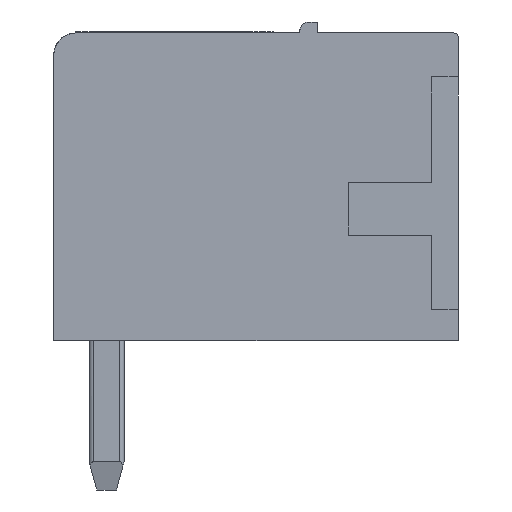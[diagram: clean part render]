
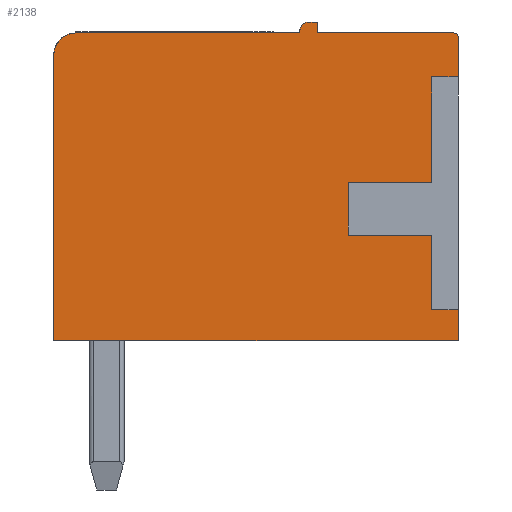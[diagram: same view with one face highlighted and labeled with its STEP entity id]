
A CAD part, left-side view. The second image highlights one B-rep face of the part: STEP entity #2138.
In plain terms, the highlighted planar face has unit normal (-1, 0.018, 0).
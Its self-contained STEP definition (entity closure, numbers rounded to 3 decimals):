
#2138=ADVANCED_FACE('',(#4055),#4056,.F.);
#4055=FACE_OUTER_BOUND('',#7118,.T.);
#4056=PLANE('',#7119);
#7118=EDGE_LOOP('',(#10078,#10079,#10080,#10081,#10082,#10083,#10084,#10085,#10086,#10087,#10088,#10089,#10090,#10091,#10092,#10093,#10094,#10095,#10096));
#7119=AXIS2_PLACEMENT_3D('',#10097,#10098,#10099);
#10078=ORIENTED_EDGE('',*,*,#13049,.T.);
#10079=ORIENTED_EDGE('',*,*,#13050,.T.);
#10080=ORIENTED_EDGE('',*,*,#13051,.F.);
#10081=ORIENTED_EDGE('',*,*,#13052,.F.);
#10082=ORIENTED_EDGE('',*,*,#13053,.F.);
#10083=ORIENTED_EDGE('',*,*,#13054,.F.);
#10084=ORIENTED_EDGE('',*,*,#13055,.T.);
#10085=ORIENTED_EDGE('',*,*,#13056,.T.);
#10086=ORIENTED_EDGE('',*,*,#13057,.T.);
#10087=ORIENTED_EDGE('',*,*,#13058,.T.);
#10088=ORIENTED_EDGE('',*,*,#13059,.T.);
#10089=ORIENTED_EDGE('',*,*,#13060,.T.);
#10090=ORIENTED_EDGE('',*,*,#13061,.T.);
#10091=ORIENTED_EDGE('',*,*,#13062,.F.);
#10092=ORIENTED_EDGE('',*,*,#13043,.F.);
#10093=ORIENTED_EDGE('',*,*,#13063,.F.);
#10094=ORIENTED_EDGE('',*,*,#13064,.T.);
#10095=ORIENTED_EDGE('',*,*,#13065,.F.);
#10096=ORIENTED_EDGE('',*,*,#13066,.F.);
#10097=CARTESIAN_POINT('',(-0.025,-1.414,7.975));
#10098=DIRECTION('',(1.,-0.017,0.));
#10099=DIRECTION('',(0.,0.,-1.0));
#13043=EDGE_CURVE('',#14694,#14692,#14696,.T.);
#13049=EDGE_CURVE('',#14704,#14705,#14706,.T.);
#13050=EDGE_CURVE('',#14705,#14707,#14708,.T.);
#13051=EDGE_CURVE('',#14709,#14707,#14710,.T.);
#13052=EDGE_CURVE('',#14711,#14709,#14712,.T.);
#13053=EDGE_CURVE('',#14713,#14711,#14714,.T.);
#13054=EDGE_CURVE('',#14715,#14713,#14716,.T.);
#13055=EDGE_CURVE('',#14715,#14717,#14718,.T.);
#13056=EDGE_CURVE('',#14717,#14719,#14720,.T.);
#13057=EDGE_CURVE('',#14719,#14721,#14722,.T.);
#13058=EDGE_CURVE('',#14721,#14723,#14724,.T.);
#13059=EDGE_CURVE('',#14723,#14725,#14726,.T.);
#13060=EDGE_CURVE('',#14725,#14727,#14728,.T.);
#13061=EDGE_CURVE('',#14727,#14729,#14730,.T.);
#13062=EDGE_CURVE('',#14692,#14729,#14731,.T.);
#13063=EDGE_CURVE('',#14732,#14694,#14733,.T.);
#13064=EDGE_CURVE('',#14732,#14734,#14735,.T.);
#13065=EDGE_CURVE('',#14736,#14734,#14737,.T.);
#13066=EDGE_CURVE('',#14704,#14736,#14738,.T.);
#14692=VERTEX_POINT('',#17101);
#14694=VERTEX_POINT('',#17104);
#14696=ELLIPSE('',#17107,0.1,0.1);
#14704=VERTEX_POINT('',#17118);
#14705=VERTEX_POINT('',#17119);
#14706=LINE('',#17120,#17121);
#14707=VERTEX_POINT('',#17122);
#14708=LINE('',#17123,#17124);
#14709=VERTEX_POINT('',#17125);
#14710=ELLIPSE('',#17126,0.5,0.5);
#14711=VERTEX_POINT('',#17127);
#14712=LINE('',#17128,#17129);
#14713=VERTEX_POINT('',#17130);
#14714=LINE('',#17131,#17132);
#14715=VERTEX_POINT('',#17133);
#14716=LINE('',#17134,#17135);
#14717=VERTEX_POINT('',#17136);
#14718=LINE('',#17137,#17138);
#14719=VERTEX_POINT('',#17139);
#14720=LINE('',#17140,#17141);
#14721=VERTEX_POINT('',#17142);
#14722=LINE('',#17143,#17144);
#14723=VERTEX_POINT('',#17145);
#14724=LINE('',#17146,#17147);
#14725=VERTEX_POINT('',#17148);
#14726=LINE('',#17149,#17150);
#14727=VERTEX_POINT('',#17151);
#14728=LINE('',#17152,#17153);
#14729=VERTEX_POINT('',#17154);
#14730=LINE('',#17155,#17156);
#14731=LINE('',#17157,#17158);
#14732=VERTEX_POINT('',#17159);
#14733=LINE('',#17160,#17161);
#14734=VERTEX_POINT('',#17162);
#14735=LINE('',#17163,#17164);
#14736=VERTEX_POINT('',#17165);
#14737=LINE('',#17166,#17167);
#14738=ELLIPSE('',#17168,0.2,0.2);
#17101=CARTESIAN_POINT('',(0.,0.,6.9));
#17104=CARTESIAN_POINT('',(0.002,0.1,7.));
#17107=AXIS2_PLACEMENT_3D('',#19716,#19717,#19718);
#17118=CARTESIAN_POINT('',(0.063,3.6,7.05));
#17119=CARTESIAN_POINT('',(0.063,3.6,7.));
#17120=CARTESIAN_POINT('',(0.063,3.6,5.238));
#17121=VECTOR('',#19722,1.0);
#17122=CARTESIAN_POINT('',(0.152,8.7,7.));
#17123=CARTESIAN_POINT('',(0.083,4.729,7.));
#17124=VECTOR('',#19723,1.0);
#17125=CARTESIAN_POINT('',(0.161,9.2,6.5));
#17126=AXIS2_PLACEMENT_3D('',#19724,#19725,#19726);
#17127=CARTESIAN_POINT('',(0.161,9.2,0.));
#17128=CARTESIAN_POINT('',(0.161,9.2,5.238));
#17129=VECTOR('',#19727,1.0);
#17130=CARTESIAN_POINT('',(0.,0.,0.));
#17131=CARTESIAN_POINT('',(0.083,4.729,0.));
#17132=VECTOR('',#19728,1.0);
#17133=CARTESIAN_POINT('',(0.,0.,0.7));
#17134=CARTESIAN_POINT('',(0.,0.,5.238));
#17135=VECTOR('',#19729,1.0);
#17136=CARTESIAN_POINT('',(0.01,0.6,0.7));
#17137=CARTESIAN_POINT('',(0.083,4.729,0.7));
#17138=VECTOR('',#19730,1.0);
#17139=CARTESIAN_POINT('',(0.01,0.6,2.4));
#17140=CARTESIAN_POINT('',(0.01,0.6,5.238));
#17141=VECTOR('',#19731,1.0);
#17142=CARTESIAN_POINT('',(0.044,2.5,2.4));
#17143=CARTESIAN_POINT('',(0.083,4.729,2.4));
#17144=VECTOR('',#19732,1.0);
#17145=CARTESIAN_POINT('',(0.044,2.5,3.6));
#17146=CARTESIAN_POINT('',(0.044,2.5,5.238));
#17147=VECTOR('',#19733,1.0);
#17148=CARTESIAN_POINT('',(0.01,0.6,3.6));
#17149=CARTESIAN_POINT('',(0.083,4.729,3.6));
#17150=VECTOR('',#19734,1.0);
#17151=CARTESIAN_POINT('',(0.01,0.6,6.));
#17152=CARTESIAN_POINT('',(0.01,0.6,5.238));
#17153=VECTOR('',#19735,1.0);
#17154=CARTESIAN_POINT('',(0.,0.,6.));
#17155=CARTESIAN_POINT('',(0.083,4.729,6.));
#17156=VECTOR('',#19736,1.0);
#17157=CARTESIAN_POINT('',(0.,0.,5.238));
#17158=VECTOR('',#19737,1.0);
#17159=CARTESIAN_POINT('',(0.056,3.2,7.));
#17160=CARTESIAN_POINT('',(0.083,4.729,7.));
#17161=VECTOR('',#19738,1.0);
#17162=CARTESIAN_POINT('',(0.056,3.2,7.25));
#17163=CARTESIAN_POINT('',(0.056,3.2,5.238));
#17164=VECTOR('',#19739,1.0);
#17165=CARTESIAN_POINT('',(0.059,3.4,7.25));
#17166=CARTESIAN_POINT('',(0.083,4.729,7.25));
#17167=VECTOR('',#19740,1.0);
#17168=AXIS2_PLACEMENT_3D('',#19741,#19742,#19743);
#19716=CARTESIAN_POINT('',(0.002,0.1,6.9));
#19717=DIRECTION('',(1.,-0.017,0.));
#19718=DIRECTION('',(0.017,1.,0.));
#19722=DIRECTION('',(0.,0.,-1.0));
#19723=DIRECTION('',(0.017,1.,0.));
#19724=CARTESIAN_POINT('',(0.152,8.7,6.5));
#19725=DIRECTION('',(1.,-0.017,0.));
#19726=DIRECTION('',(0.017,1.,0.));
#19727=DIRECTION('',(0.,0.,1.0));
#19728=DIRECTION('',(0.017,1.,0.));
#19729=DIRECTION('',(0.,0.,-1.0));
#19730=DIRECTION('',(0.017,1.,0.));
#19731=DIRECTION('',(0.,0.,1.0));
#19732=DIRECTION('',(0.017,1.,0.));
#19733=DIRECTION('',(0.,0.,1.0));
#19734=DIRECTION('',(-0.017,-1.,0.));
#19735=DIRECTION('',(0.,0.,1.0));
#19736=DIRECTION('',(-0.017,-1.,0.));
#19737=DIRECTION('',(0.,0.,-1.0));
#19738=DIRECTION('',(-0.017,-1.,0.));
#19739=DIRECTION('',(0.,0.,1.0));
#19740=DIRECTION('',(-0.017,-1.,0.));
#19741=CARTESIAN_POINT('',(0.059,3.4,7.05));
#19742=DIRECTION('',(1.,-0.017,0.));
#19743=DIRECTION('',(0.017,1.,0.));
